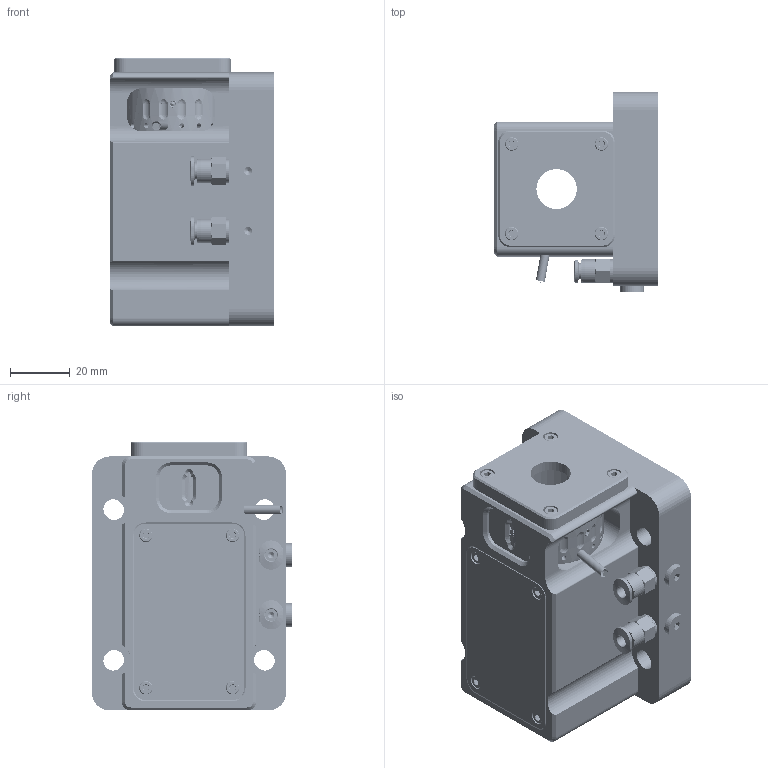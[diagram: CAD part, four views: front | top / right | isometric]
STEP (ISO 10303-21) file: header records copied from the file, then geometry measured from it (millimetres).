
FILE_DESCRIPTION(/* description */ (''),/* implementation_level */ '2;1');
FILE_NAME(/* name */ 'LPA-M-Wv2.1.step',/* time_stamp */ '2023-06-13T14:23:36+03:00',/* author */ (''),/* organization */ (''),/* preprocessor_version */ 'ST-DEVELOPER v19.2',/* originating_system */ 'Autodesk Translation Framework v12.6.0.85',/* authorisation */ '');
FILE_SCHEMA (('AUTOMOTIVE_DESIGN { 1 0 10303 214 3 1 1 }'));
Products named in the file (8): LPA-M-Wv2.1 not final; Body; M2.5x4 Socket (6 reikia); 92015A101; Scale; 153304_QSM-M5-4 v1; 4443K857_High-Pressure 316 Stainless Steel Pipe Fitting; M2x6 DIN912
Assembly tree (23 placements, depth 2):
  LPA-M-Wv2.1 not final
    Body
    M2.5x4 Socket (6 reikia)  x8
    92015A101
    Scale
    153304_QSM-M5-4 v1  x2
    4443K857_High-Pressure 316 Stainless Steel Pipe Fitting  x2
    M2x6 DIN912  x8
Bounding box: 55 x 67 x 90 mm (x, y, z)
Volume: 154192 mm3; surface area: 58795.8 mm2
Topology: 136 solids, 139 shells, 2865 faces, 7172 edges, 4655 vertices
Faces by surface type: plane 1089, bspline 752, cylinder 705, cone 266, torus 53
Full cylindrical faces by diameter (mm): 1.48 x104, 1.623 x26, 1.915 x64, 2 x120, 2.075 x12, 2.2 x2, 2.35 x5, 2.5 x68, 2.529 x4, 2.8 x4, 3 x6, 3.5 x2, 3.8 x16, 4 x2, 4.234 x4, 4.5 x8, 4.6 x4, 5 x6, 5.4 x2, 5.588 x4, 7.8 x2, 8 x8, 13.505 x2, 20 x1, 25.4 x2, 26.088 x1, 29 x2, 32 x1, 32.5 x1, 35 x1
Entity records: 80943 total; most frequent: CARTESIAN_POINT 37613, ORIENTED_EDGE 9966, DIRECTION 6464, EDGE_CURVE 4983, VERTEX_POINT 3302, LINE 2674, VECTOR 2674, EDGE_LOOP 2195
